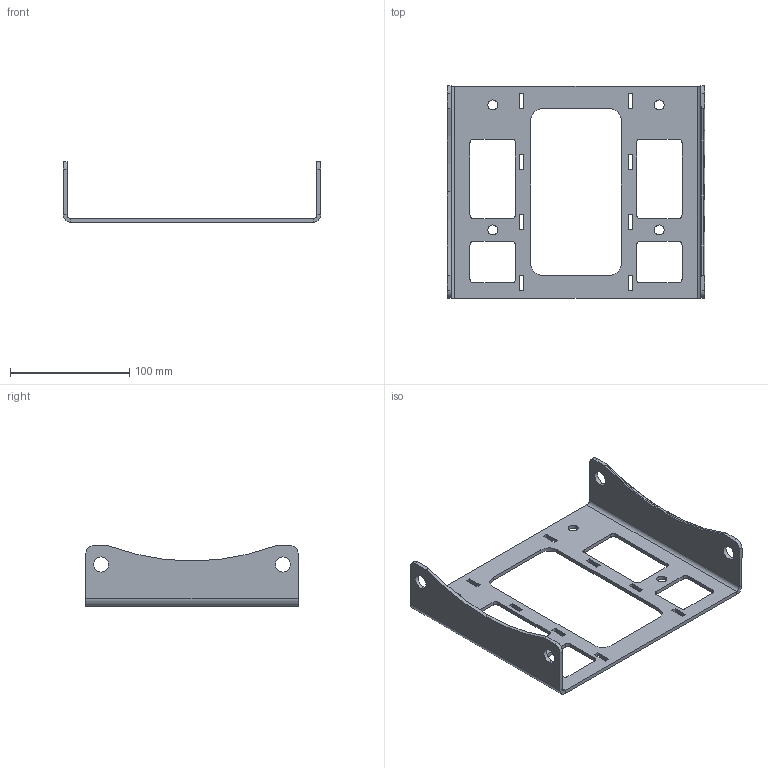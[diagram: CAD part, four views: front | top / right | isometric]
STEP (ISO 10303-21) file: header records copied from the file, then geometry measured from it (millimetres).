
FILE_DESCRIPTION (( 'STEP AP203' ), '1' );
FILE_NAME ('Frame_Mount_Default_sldprt.STEP', '2023-01-20T01:45:48', ( '' ), ( '' ), 'SwSTEP 2.0', 'SolidWorks 2022', '' );
FILE_SCHEMA (( 'CONFIG_CONTROL_DESIGN' ));
Length unit declared in the file: inch
Products named in the file (1): Frame_Mount_Default_sldprt
Bounding box: 215.9 x 177.8 x 50.8 mm (x, y, z)
Volume: 104041.9 mm3; surface area: 73713.7 mm2
Topology: 1 solids, 1 shells, 126 faces, 356 edges, 232 vertices
Faces by surface type: plane 72, cylinder 52, torus 2
Entity records: 4269 total; most frequent: CARTESIAN_POINT 763, ORIENTED_EDGE 712, DIRECTION 704, EDGE_CURVE 356, VECTOR 246, LINE 246, VERTEX_POINT 232, AXIS2_PLACEMENT_3D 229
